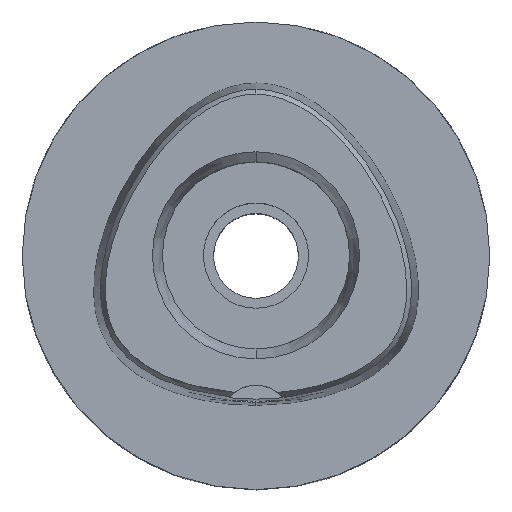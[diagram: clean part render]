
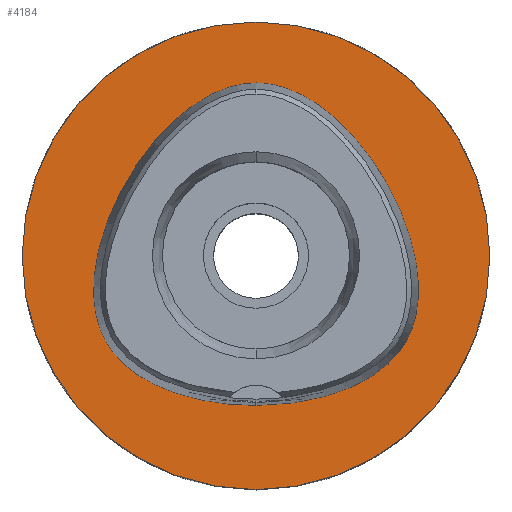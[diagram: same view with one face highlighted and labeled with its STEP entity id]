
A CAD part, top view. The second image highlights one B-rep face of the part: STEP entity #4184.
In plain terms, the highlighted planar face has unit normal (0, 0, 1).
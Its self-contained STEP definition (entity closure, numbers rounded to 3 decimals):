
#284=CARTESIAN_POINT('',(0.,0.,0.));
#285=DIRECTION('',(0.,0.,-1.));
#286=DIRECTION('',(0.,-1.,0.));
#287=AXIS2_PLACEMENT_3D('',#284,#285,#286);
#292=CARTESIAN_POINT('',(0.,0.,0.));
#293=DIRECTION('',(0.,0.,-1.));
#294=DIRECTION('',(0.,1.,0.));
#295=AXIS2_PLACEMENT_3D('',#292,#293,#294);
#300=CARTESIAN_POINT('',(0.,-25.575,0.));
#301=CARTESIAN_POINT('',(1.262,-25.575,0.));
#302=CARTESIAN_POINT('',(3.725,-25.479,
0.));
#303=CARTESIAN_POINT('',(7.289,-25.064,
0.));
#304=CARTESIAN_POINT('',(10.557,-24.417,0.));
#305=CARTESIAN_POINT('',(13.479,-23.588,0.));
#306=CARTESIAN_POINT('',(16.035,-22.626,0.));
#307=CARTESIAN_POINT('',(18.238,-21.571,0.));
#308=CARTESIAN_POINT('',(20.118,-20.453,0.));
#309=CARTESIAN_POINT('',(21.71,-19.293,0.));
#310=CARTESIAN_POINT('',(23.052,-18.102,0.));
#311=CARTESIAN_POINT('',(24.175,-16.886,0.));
#312=CARTESIAN_POINT('',(25.108,-15.645,0.));
#313=CARTESIAN_POINT('',(25.879,-14.361,0.));
#314=CARTESIAN_POINT('',(26.522,-12.983,0.));
#315=CARTESIAN_POINT('',(27.053,-11.455,0.));
#316=CARTESIAN_POINT('',(27.459,-9.758,0.));
#317=CARTESIAN_POINT('',(27.721,-7.869,0.));
#318=CARTESIAN_POINT('',(27.813,-5.76,0.));
#319=CARTESIAN_POINT('',(27.701,-3.408,0.));
#320=CARTESIAN_POINT('',(27.346,-0.799,0.));
#321=CARTESIAN_POINT('',(26.705,2.067,0.));
#322=CARTESIAN_POINT('',(25.742,5.161,0.));
#323=CARTESIAN_POINT('',(24.436,8.417,0.));
#324=CARTESIAN_POINT('',(22.795,11.732,0.));
#325=CARTESIAN_POINT('',(20.872,14.964,0.));
#326=CARTESIAN_POINT('',(18.772,17.94,0.));
#327=CARTESIAN_POINT('',(16.586,20.574,0.));
#328=CARTESIAN_POINT('',(14.395,22.819,0.));
#329=CARTESIAN_POINT('',(12.257,24.675,0.));
#330=CARTESIAN_POINT('',(10.208,26.165,0.));
#331=CARTESIAN_POINT('',(8.265,27.331,0.));
#332=CARTESIAN_POINT('',(6.43,28.214,0.));
#333=CARTESIAN_POINT('',(4.697,28.853,0.));
#334=CARTESIAN_POINT('',(3.055,29.281,0.));
#335=CARTESIAN_POINT('',(1.492,29.524,
0.));
#336=CARTESIAN_POINT('',(0.49,29.575,
0.));
#337=CARTESIAN_POINT('',(0.,29.575,
0.));
#342=CARTESIAN_POINT('',(0.,29.575,
0.));
#343=CARTESIAN_POINT('',(-0.493,29.575,0.));
#344=CARTESIAN_POINT('',(-1.501,29.523,
0.));
#345=CARTESIAN_POINT('',(-3.069,29.278,
0.));
#346=CARTESIAN_POINT('',(-4.716,28.847,0.));
#347=CARTESIAN_POINT('',(-6.452,28.205,0.));
#348=CARTESIAN_POINT('',(-8.284,27.321,0.));
#349=CARTESIAN_POINT('',(-10.222,26.156,0.));
#350=CARTESIAN_POINT('',(-12.263,24.67,0.));
#351=CARTESIAN_POINT('',(-14.389,22.824,0.));
#352=CARTESIAN_POINT('',(-16.57,20.591,0.));
#353=CARTESIAN_POINT('',(-18.746,17.973,0.));
#354=CARTESIAN_POINT('',(-20.838,15.015,0.));
#355=CARTESIAN_POINT('',(-22.751,11.812,0.));
#356=CARTESIAN_POINT('',(-24.389,8.52,0.));
#357=CARTESIAN_POINT('',(-25.702,5.272,0.));
#358=CARTESIAN_POINT('',(-26.671,2.19,0.));
#359=CARTESIAN_POINT('',(-27.322,-0.67,0.));
#360=CARTESIAN_POINT('',(-27.688,-3.28,0.));
#361=CARTESIAN_POINT('',(-27.812,-5.635,0.));
#362=CARTESIAN_POINT('',(-27.731,-7.757,0.));
#363=CARTESIAN_POINT('',(-27.479,-9.651,0.));
#364=CARTESIAN_POINT('',(-27.081,-11.36,0.));
#365=CARTESIAN_POINT('',(-26.554,-12.904,0.));
#366=CARTESIAN_POINT('',(-25.899,-14.327,0.));
#367=CARTESIAN_POINT('',(-25.1,-15.659,0.));
#368=CARTESIAN_POINT('',(-24.151,-16.916,0.));
#369=CARTESIAN_POINT('',(-23.018,-18.135,0.));
#370=CARTESIAN_POINT('',(-21.675,-19.321,0.));
#371=CARTESIAN_POINT('',(-20.076,-20.48,0.));
#372=CARTESIAN_POINT('',(-18.193,-21.595,0.));
#373=CARTESIAN_POINT('',(-15.989,-22.645,0.));
#374=CARTESIAN_POINT('',(-13.435,-23.602,0.));
#375=CARTESIAN_POINT('',(-10.518,-24.426,0.));
#376=CARTESIAN_POINT('',(-7.251,-25.069,
0.));
#377=CARTESIAN_POINT('',(-3.716,-25.479,
0.));
#378=CARTESIAN_POINT('',(-1.26,-25.575,0.));
#379=CARTESIAN_POINT('',(0.,-25.575,0.));
#3063=VERTEX_POINT('',#342);
#3064=VERTEX_POINT('',#379);
#3069=CARTESIAN_POINT('',(0.,-40.,0.));
#3070=CARTESIAN_POINT('',(0.,40.,0.));
#3071=VERTEX_POINT('',#3069);
#3072=VERTEX_POINT('',#3070);
#4168=CARTESIAN_POINT('',(0.,0.,0.));
#4169=DIRECTION('',(0.,0.,-1.));
#4170=DIRECTION('',(0.,-1.,0.));
#4171=AXIS2_PLACEMENT_3D('',#4168,#4169,#4170);
#4172=PLANE('',#4171);
#4174=ORIENTED_EDGE('',*,*,#4173,.T.);
#4176=ORIENTED_EDGE('',*,*,#4175,.T.);
#4177=EDGE_LOOP('',(#4174,#4176));
#4178=FACE_OUTER_BOUND('',#4177,.F.);
#4180=ORIENTED_EDGE('',*,*,#4179,.T.);
#4181=ORIENTED_EDGE('',*,*,#4151,.T.);
#4182=EDGE_LOOP('',(#4180,#4181));
#4183=FACE_BOUND('',#4182,.F.);
#288=CIRCLE('',#287,40.);
#296=CIRCLE('',#295,40.);
#338=B_SPLINE_CURVE_WITH_KNOTS('',3,(#300,#301,#302,#303,#304,#305,#306,#307,
#308,#309,#310,#311,#312,#313,#314,#315,#316,#317,#318,#319,#320,#321,#322,#323,
#324,#325,#326,#327,#328,#329,#330,#331,#332,#333,#334,#335,#336,#337),
.UNSPECIFIED.,.F.,.F.,(4,1,1,1,1,1,1,1,1,1,1,1,1,1,1,1,1,1,1,1,1,1,1,1,1,1,1,1,
1,1,1,1,1,1,1,4),(0.,0.029,0.057,0.086,
0.114,0.143,0.171,0.2,0.229,
0.257,0.286,0.314,0.343,
0.371,0.4,0.429,0.457,0.486,
0.514,0.543,0.571,0.6,0.629,
0.657,0.686,0.714,0.743,
0.771,0.8,0.829,0.857,0.886,
0.914,0.943,0.971,1.),.UNSPECIFIED.);
#380=B_SPLINE_CURVE_WITH_KNOTS('',3,(#342,#343,#344,#345,#346,#347,#348,#349,
#350,#351,#352,#353,#354,#355,#356,#357,#358,#359,#360,#361,#362,#363,#364,#365,
#366,#367,#368,#369,#370,#371,#372,#373,#374,#375,#376,#377,#378,#379),
.UNSPECIFIED.,.F.,.F.,(4,1,1,1,1,1,1,1,1,1,1,1,1,1,1,1,1,1,1,1,1,1,1,1,1,1,1,1,
1,1,1,1,1,1,1,4),(0.,0.029,0.057,0.086,
0.114,0.143,0.171,0.2,0.229,
0.257,0.286,0.314,0.343,
0.371,0.4,0.429,0.457,0.486,
0.514,0.543,0.571,0.6,0.629,
0.657,0.686,0.714,0.743,
0.771,0.8,0.829,0.857,0.886,
0.914,0.943,0.971,1.),.UNSPECIFIED.);
#4151=EDGE_CURVE('',#3063,#3064,#380,.T.);
#4173=EDGE_CURVE('',#3071,#3072,#288,.T.);
#4175=EDGE_CURVE('',#3072,#3071,#296,.T.);
#4179=EDGE_CURVE('',#3064,#3063,#338,.T.);
#4184=ADVANCED_FACE('',(#4178,#4183),#4172,.F.);
